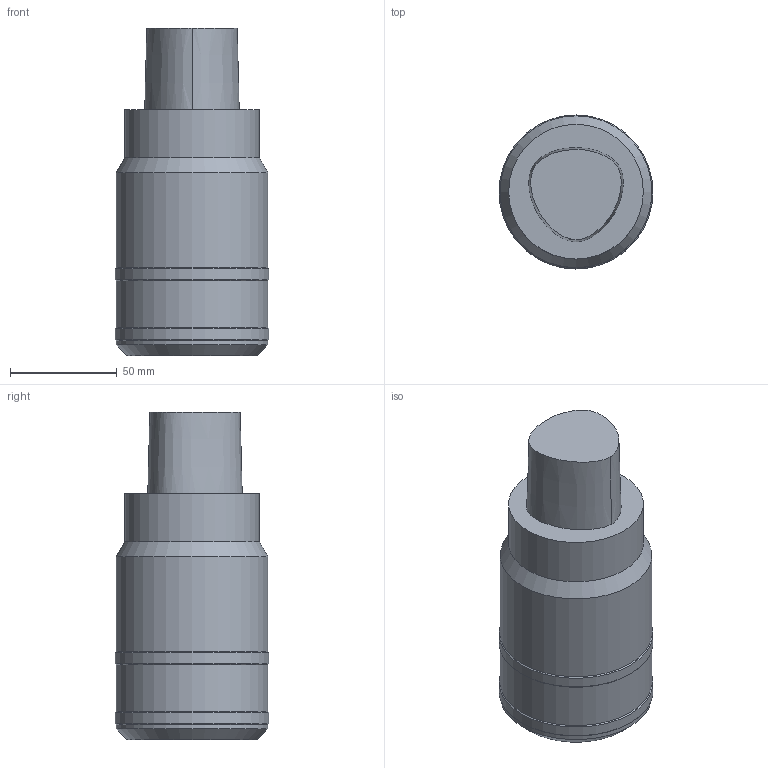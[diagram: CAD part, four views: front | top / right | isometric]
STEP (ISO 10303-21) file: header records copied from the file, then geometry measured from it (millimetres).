
FILE_DESCRIPTION((''),'1');
FILE_NAME('C6-ISL32-115.stp','2012-12-06T07:00:29',(''),(''),'Spatial Interop R18','Kubotek KeyCreator V8.5.1 (14335)',' ');
FILE_SCHEMA(('CONFIG_CONTROL_DESIGN'));
Length unit declared in the file: millimetre
Products named in the file (1): 1
Bounding box: 72 x 72 x 153 mm (x, y, z)
Volume: 486730.7 mm3; surface area: 36861.7 mm2
Topology: 1 solids, 1 shells, 18 faces, 34 edges, 18 vertices
Faces by surface type: cone 7, cylinder 6, plane 3, bspline 2
Full cylindrical faces by diameter (mm): 62.985 x1, 71 x3, 72 x2
Entity records: 606 total; most frequent: CARTESIAN_POINT 259, DIRECTION 65, ORIENTED_EDGE 42, AXIS2_PLACEMENT_3D 31, EDGE_LOOP 31, FACE_BOUND 25, EDGE_CURVE 21, ADVANCED_FACE 18
